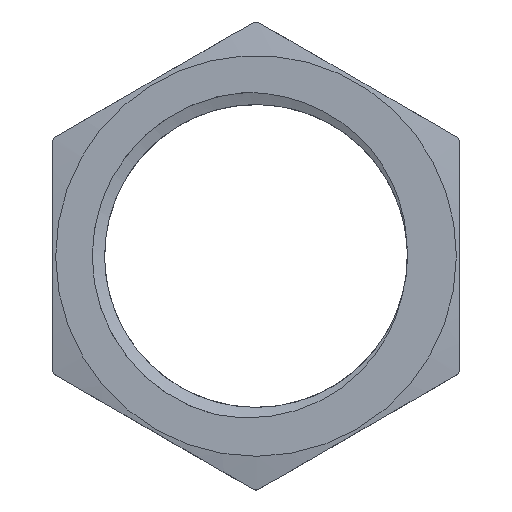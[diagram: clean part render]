
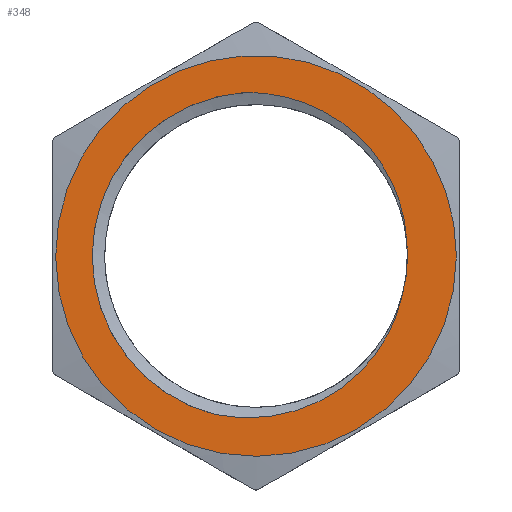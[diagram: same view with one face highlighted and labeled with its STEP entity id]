
A CAD part, top view. The second image highlights one B-rep face of the part: STEP entity #348.
In plain terms, the highlighted planar face has unit normal (0, 0, 1).
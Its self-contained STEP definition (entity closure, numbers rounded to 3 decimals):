
#18=FACE_BOUND('',#134,.T.);
#64=PLANE('',#392);
#66=CIRCLE('',#359,12.284);
#67=CIRCLE('',#361,13.284);
#69=CIRCLE('',#370,16.25);
#110=FACE_OUTER_BOUND('',#133,.T.);
#133=EDGE_LOOP('',(#322));
#134=EDGE_LOOP('',(#323,#324,#325,#326));
#137=B_SPLINE_CURVE_WITH_KNOTS('',3,(#669,#670,#671,#672,#673,#674,#675,
#676,#677,#678,#679,#680,#681),.UNSPECIFIED.,.F.,.F.,(4,3,3,3,4),(-1.985,
-1.864,-1.257,-0.636,0.),.UNSPECIFIED.);
#142=B_SPLINE_CURVE_WITH_KNOTS('',3,(#994,#995,#996,#997,#998,#999,#1000,
#1001,#1002,#1003,#1004,#1005,#1006),.UNSPECIFIED.,.F.,.F.,(4,3,3,3,4),
(-1.982,-1.852,-1.22,-0.602,
0.),.UNSPECIFIED.);
#145=VERTEX_POINT('',#635);
#146=VERTEX_POINT('',#668);
#148=VERTEX_POINT('',#717);
#150=VERTEX_POINT('',#905);
#175=VERTEX_POINT('',#1089);
#179=EDGE_CURVE('',#145,#146,#137,.T.);
#183=EDGE_CURVE('',#148,#145,#66,.T.);
#186=EDGE_CURVE('',#150,#148,#142,.T.);
#187=EDGE_CURVE('',#150,#146,#67,.T.);
#213=EDGE_CURVE('',#175,#175,#69,.T.);
#322=ORIENTED_EDGE('',*,*,#213,.F.);
#323=ORIENTED_EDGE('',*,*,#187,.T.);
#324=ORIENTED_EDGE('',*,*,#179,.F.);
#325=ORIENTED_EDGE('',*,*,#183,.F.);
#326=ORIENTED_EDGE('',*,*,#186,.F.);
#348=ADVANCED_FACE('',(#110,#18),#64,.T.);
#359=AXIS2_PLACEMENT_3D('',#750,#399,#400);
#361=AXIS2_PLACEMENT_3D('',#1008,#403,#404);
#370=AXIS2_PLACEMENT_3D('',#1090,#433,#434);
#392=AXIS2_PLACEMENT_3D('',#1113,#477,#478);
#399=DIRECTION('center_axis',(0.,0.,1.));
#400=DIRECTION('ref_axis',(-1.,0.,0.));
#403=DIRECTION('center_axis',(0.,0.,-1.));
#404=DIRECTION('ref_axis',(-1.,0.,0.));
#433=DIRECTION('center_axis',(0.,0.,-1.));
#434=DIRECTION('ref_axis',(-1.,0.,0.));
#477=DIRECTION('center_axis',(0.,0.,1.));
#478=DIRECTION('ref_axis',(1.,0.,0.));
#635=CARTESIAN_POINT('',(12.217,1.277,4.));
#668=CARTESIAN_POINT('',(-1.037,13.244,4.));
#669=CARTESIAN_POINT('Ctrl Pts',(12.218,1.277,4.));
#670=CARTESIAN_POINT('Ctrl Pts',(12.197,1.681,4.));
#671=CARTESIAN_POINT('Ctrl Pts',(12.157,2.083,4.));
#672=CARTESIAN_POINT('Ctrl Pts',(12.097,2.481,4.));
#673=CARTESIAN_POINT('Ctrl Pts',(11.796,4.47,4.));
#674=CARTESIAN_POINT('Ctrl Pts',(10.998,6.385,4.));
#675=CARTESIAN_POINT('Ctrl Pts',(9.809,8.005,4.));
#676=CARTESIAN_POINT('Ctrl Pts',(8.59,9.665,4.));
#677=CARTESIAN_POINT('Ctrl Pts',(6.954,11.024,4.));
#678=CARTESIAN_POINT('Ctrl Pts',(5.101,11.928,4.));
#679=CARTESIAN_POINT('Ctrl Pts',(3.204,12.853,4.));
#680=CARTESIAN_POINT('Ctrl Pts',(1.082,13.306,4.));
#681=CARTESIAN_POINT('Ctrl Pts',(-1.037,13.244,4.));
#717=CARTESIAN_POINT('',(11.813,-3.368,4.));
#750=CARTESIAN_POINT('Origin',(0.,0.,4.));
#905=CARTESIAN_POINT('',(-3.308,-12.866,4.));
#994=CARTESIAN_POINT('Ctrl Pts',(-3.308,-12.866,4.));
#995=CARTESIAN_POINT('Ctrl Pts',(-2.882,-12.954,4.));
#996=CARTESIAN_POINT('Ctrl Pts',(-2.453,-13.021,4.));
#997=CARTESIAN_POINT('Ctrl Pts',(-2.021,-13.066,4.));
#998=CARTESIAN_POINT('Ctrl Pts',(0.069,-13.285,4.));
#999=CARTESIAN_POINT('Ctrl Pts',(2.217,-12.994,4.));
#1000=CARTESIAN_POINT('Ctrl Pts',(4.167,-12.218,4.));
#1001=CARTESIAN_POINT('Ctrl Pts',(6.071,-11.46,4.));
#1002=CARTESIAN_POINT('Ctrl Pts',(7.797,-10.235,4.));
#1003=CARTESIAN_POINT('Ctrl Pts',(9.132,-8.677,4.));
#1004=CARTESIAN_POINT('Ctrl Pts',(10.434,-7.158,4.));
#1005=CARTESIAN_POINT('Ctrl Pts',(11.365,-5.325,4.));
#1006=CARTESIAN_POINT('Ctrl Pts',(11.813,-3.368,4.));
#1008=CARTESIAN_POINT('Origin',(0.,0.,4.));
#1089=CARTESIAN_POINT('',(16.25,0.,4.));
#1090=CARTESIAN_POINT('Origin',(0.,0.,4.));
#1113=CARTESIAN_POINT('Origin',(16.433,-9.487,4.));
